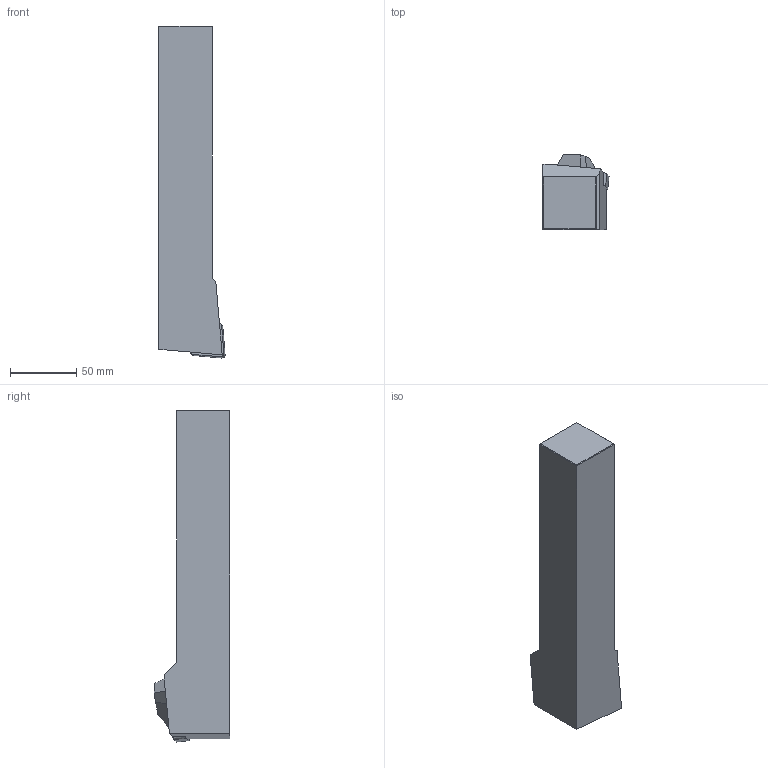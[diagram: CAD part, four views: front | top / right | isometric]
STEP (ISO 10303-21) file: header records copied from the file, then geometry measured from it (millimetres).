
FILE_DESCRIPTION((''),'2;1');
FILE_NAME('70509440_ASM','2018-08-22T11:56:32',('piechottad'),(''),'CREO PARAMETRIC BY PTC INC, 2017380','CREO PARAMETRIC BY PTC INC, 2017380','');
FILE_SCHEMA(('AUTOMOTIVE_DESIGN { 1 0 10303 214 1 1 1 1 }'));
Length unit declared in the file: millimetre
Products named in the file (3): 70509440NC; 70509440C; 70509440_ASM
Assembly tree (2 placements, depth 2):
  70509440_ASM
    70509440NC
    70509440C
Bounding box: 49.77 x 57.03 x 250 mm (x, y, z)
Volume: 421024.6 mm3; surface area: 47673.3 mm2
Topology: 2 solids, 2 shells, 44 faces, 119 edges, 79 vertices
Faces by surface type: plane 33, cylinder 6, cone 3, torus 2
Entity records: 3030 total; most frequent: CARTESIAN_POINT 325, DIRECTION 313, ORIENTED_EDGE 218, PRESENTATION_STYLE_ASSIGNMENT 163, STYLED_ITEM 163, CURVE_STYLE 160, PROPERTY_DEFINITION 151, REPRESENTATION 149
